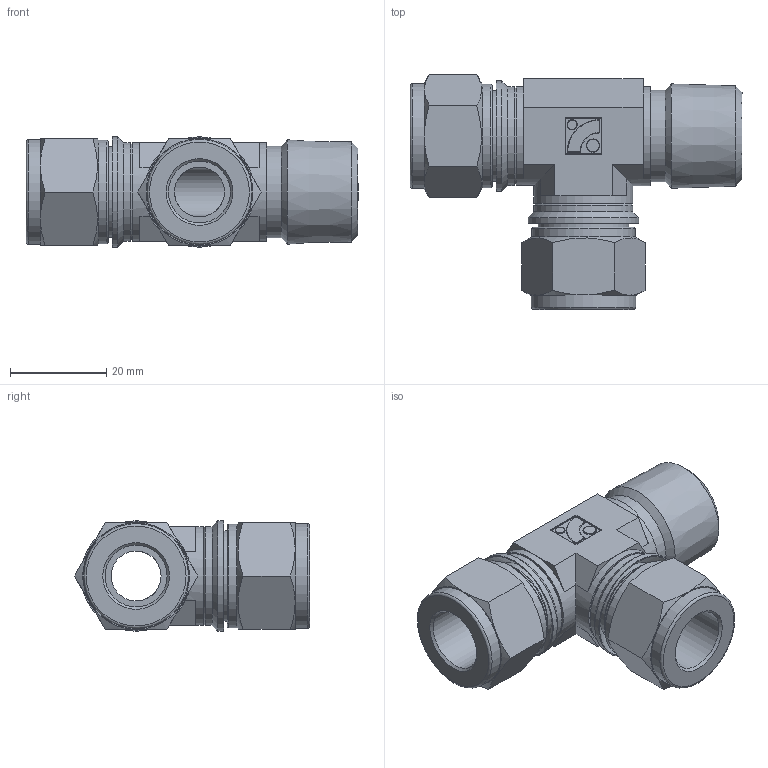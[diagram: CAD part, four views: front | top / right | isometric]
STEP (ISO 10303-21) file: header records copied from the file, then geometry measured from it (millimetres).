
FILE_DESCRIPTION(/* description */ (''),/* implementation_level */ '2;1');
FILE_NAME(/* name */ 'SMRTI-8-8N.stp',/* time_stamp */ '2022-05-23T13:36:58+09:00',/* author */ ('user'),/* organization */ (''),/* preprocessor_version */ 'ST-DEVELOPER v18.1',/* originating_system */ 'Autodesk Inventor 2022',/* authorisation */ '');
FILE_SCHEMA (('AUTOMOTIVE_DESIGN { 1 0 10303 214 3 1 1 }'));
Length unit declared in the file: millimetre
Products named in the file (1): SMRT-8-8N
Bounding box: 69.1 x 48.93 x 23 mm (x, y, z)
Volume: 24742.9 mm3; surface area: 12594.7 mm2
Topology: 1 solids, 1 shells, 157 faces, 350 edges, 209 vertices
Faces by surface type: plane 66, cylinder 42, cone 29, torus 16, sphere 4
Full cylindrical faces by diameter (mm): 2.006 x1, 2.675 x1, 10.4 x2, 12.9 x2, 17.2 x2, 17.7 x2, 18.9 x2, 18.996 x1, 20.6 x5, 21.5 x2, 21.8 x2, 23 x2
Entity records: 4310 total; most frequent: CARTESIAN_POINT 785, DIRECTION 783, ORIENTED_EDGE 692, EDGE_CURVE 346, AXIS2_PLACEMENT_3D 315, VERTEX_POINT 209, EDGE_LOOP 179, FACE_OUTER_BOUND 157
